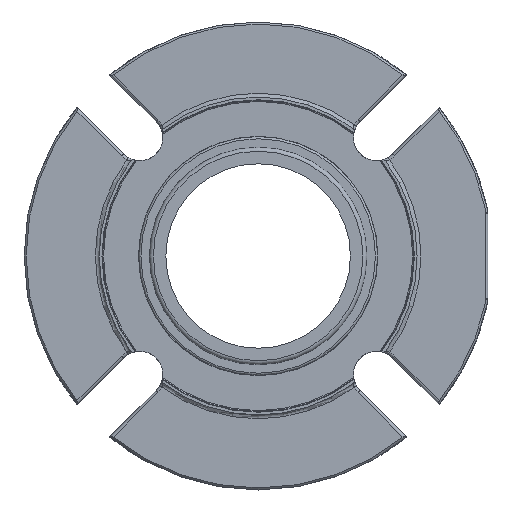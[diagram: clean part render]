
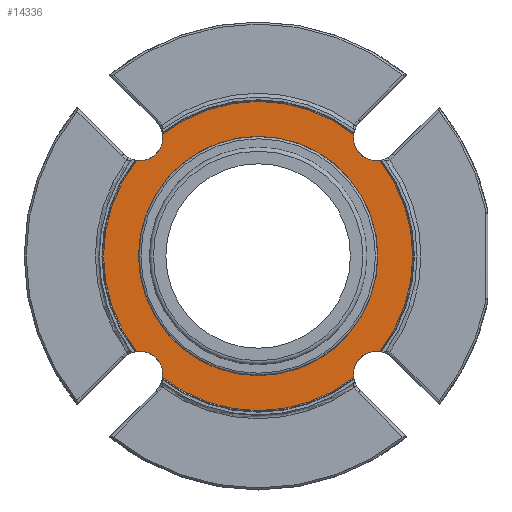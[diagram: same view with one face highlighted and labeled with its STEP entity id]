
A CAD part, left-side view. The second image highlights one B-rep face of the part: STEP entity #14336.
In plain terms, the highlighted planar face has unit normal (-1, 0, 0).
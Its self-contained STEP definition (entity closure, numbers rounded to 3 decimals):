
#2003=PLANE('',#15338);
#4955=ORIENTED_EDGE('',*,*,#6473,.F.);
#4956=ORIENTED_EDGE('',*,*,#6472,.T.);
#4957=ORIENTED_EDGE('',*,*,#6470,.T.);
#4958=ORIENTED_EDGE('',*,*,#6468,.T.);
#4959=ORIENTED_EDGE('',*,*,#6466,.T.);
#4960=ORIENTED_EDGE('',*,*,#6464,.T.);
#4961=ORIENTED_EDGE('',*,*,#6462,.T.);
#4962=ORIENTED_EDGE('',*,*,#6460,.T.);
#4963=ORIENTED_EDGE('',*,*,#6458,.T.);
#6458=EDGE_CURVE('',#7432,#7431,#7918,.T.);
#6460=EDGE_CURVE('',#7433,#7432,#7919,.F.);
#6462=EDGE_CURVE('',#7434,#7433,#7920,.T.);
#6464=EDGE_CURVE('',#7435,#7434,#7921,.F.);
#6466=EDGE_CURVE('',#7436,#7435,#7922,.T.);
#6468=EDGE_CURVE('',#7437,#7436,#7923,.F.);
#6470=EDGE_CURVE('',#7438,#7437,#7924,.T.);
#6472=EDGE_CURVE('',#7431,#7438,#7925,.F.);
#6473=EDGE_CURVE('',#7439,#7439,#7926,.T.);
#7431=VERTEX_POINT('',#25537);
#7432=VERTEX_POINT('',#25539);
#7433=VERTEX_POINT('',#25546);
#7434=VERTEX_POINT('',#25553);
#7435=VERTEX_POINT('',#25560);
#7436=VERTEX_POINT('',#25567);
#7437=VERTEX_POINT('',#25574);
#7438=VERTEX_POINT('',#25581);
#7439=VERTEX_POINT('',#25590);
#7918=CIRCLE('',#15323,58.655);
#7919=CIRCLE('',#15325,8.75);
#7920=CIRCLE('',#15327,58.655);
#7921=CIRCLE('',#15329,8.75);
#7922=CIRCLE('',#15331,58.655);
#7923=CIRCLE('',#15333,8.75);
#7924=CIRCLE('',#15335,58.655);
#7925=CIRCLE('',#15337,8.75);
#7926=CIRCLE('',#15339,45.403);
#8615=EDGE_LOOP('',(#4955));
#8616=EDGE_LOOP('',(#4956,#4957,#4958,#4959,#4960,#4961,#4962,#4963));
#9323=FACE_BOUND('',#8615,.T.);
#9324=FACE_BOUND('',#8616,.T.);
#14336=ADVANCED_FACE('',(#9323,#9324),#2003,.T.);
#15323=AXIS2_PLACEMENT_3D('',#25538,#17837,#17838);
#15325=AXIS2_PLACEMENT_3D('',#25545,#17841,#17842);
#15327=AXIS2_PLACEMENT_3D('',#25552,#17845,#17846);
#15329=AXIS2_PLACEMENT_3D('',#25559,#17849,#17850);
#15331=AXIS2_PLACEMENT_3D('',#25566,#17853,#17854);
#15333=AXIS2_PLACEMENT_3D('',#25573,#17857,#17858);
#15335=AXIS2_PLACEMENT_3D('',#25580,#17861,#17862);
#15337=AXIS2_PLACEMENT_3D('',#25587,#17865,#17866);
#15338=AXIS2_PLACEMENT_3D('',#25588,#17867,#17868);
#15339=AXIS2_PLACEMENT_3D('',#25589,#17869,#17870);
#17837=DIRECTION('',(-1.,0.,0.));
#17838=DIRECTION('',(0.,0.,-1.));
#17841=DIRECTION('',(-1.,0.,0.));
#17842=DIRECTION('',(0.,0.,-1.));
#17845=DIRECTION('',(-1.,0.,0.));
#17846=DIRECTION('',(0.,0.,-1.));
#17849=DIRECTION('',(-1.,0.,0.));
#17850=DIRECTION('',(0.,0.,-1.));
#17853=DIRECTION('',(-1.,0.,0.));
#17854=DIRECTION('',(0.,0.,-1.));
#17857=DIRECTION('',(-1.,0.,0.));
#17858=DIRECTION('',(0.,0.,-1.));
#17861=DIRECTION('',(-1.,0.,0.));
#17862=DIRECTION('',(0.,0.,-1.));
#17865=DIRECTION('',(-1.,0.,0.));
#17866=DIRECTION('',(0.,0.,-1.));
#17867=DIRECTION('',(-1.,0.,0.));
#17868=DIRECTION('',(0.,0.,-1.));
#17869=DIRECTION('',(-1.,0.,0.));
#17870=DIRECTION('',(0.,-1.,0.));
#25537=CARTESIAN_POINT('',(0.787,36.237,46.123));
#25538=CARTESIAN_POINT('',(0.787,0.,0.));
#25539=CARTESIAN_POINT('',(0.787,-36.237,46.123));
#25545=CARTESIAN_POINT('',(0.787,-44.901,44.901));
#25546=CARTESIAN_POINT('',(0.787,-46.123,36.237));
#25552=CARTESIAN_POINT('',(0.787,0.,0.));
#25553=CARTESIAN_POINT('',(0.787,-46.123,-36.237));
#25559=CARTESIAN_POINT('',(0.787,-44.901,-44.901));
#25560=CARTESIAN_POINT('',(0.787,-36.237,-46.123));
#25566=CARTESIAN_POINT('',(0.787,0.,0.));
#25567=CARTESIAN_POINT('',(0.787,36.237,-46.123));
#25573=CARTESIAN_POINT('',(0.787,44.901,-44.901));
#25574=CARTESIAN_POINT('',(0.787,46.123,-36.237));
#25580=CARTESIAN_POINT('',(0.787,0.,0.));
#25581=CARTESIAN_POINT('',(0.787,46.123,36.237));
#25587=CARTESIAN_POINT('',(0.787,44.901,44.901));
#25588=CARTESIAN_POINT('',(0.787,0.,59.055));
#25589=CARTESIAN_POINT('',(0.787,0.,0.));
#25590=CARTESIAN_POINT('',(0.787,-45.403,0.));
